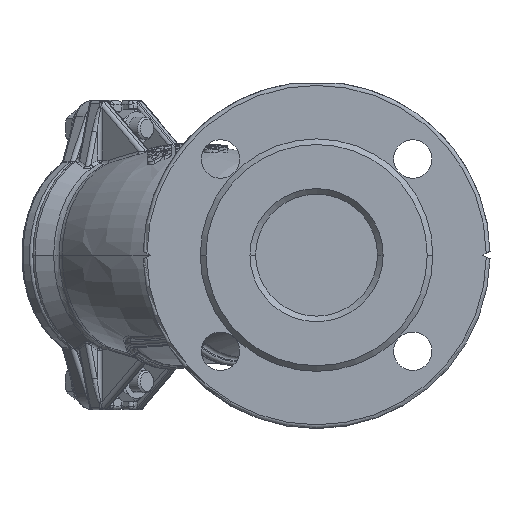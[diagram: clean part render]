
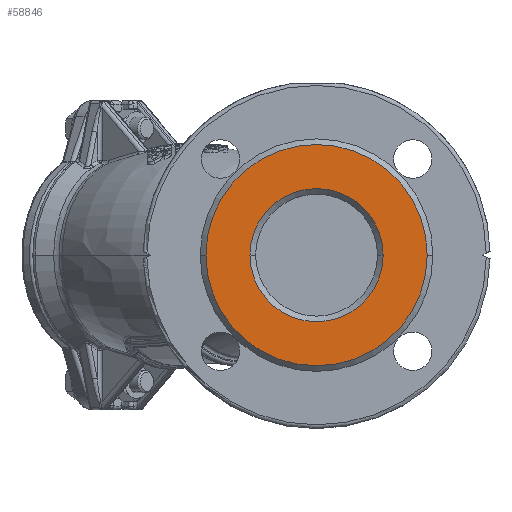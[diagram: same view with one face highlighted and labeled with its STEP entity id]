
A CAD part, left-side view. The second image highlights one B-rep face of the part: STEP entity #58846.
In plain terms, the highlighted planar face has unit normal (-1, 0, 0).
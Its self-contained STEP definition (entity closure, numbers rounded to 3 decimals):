
#13200 = EDGE_CURVE ( 'NONE', #19061, #45826, #74189, .T. ) ;
#13217 = EDGE_CURVE ( 'NONE', #24373, #24375, #74217, .T. ) ;
#15613 = EDGE_CURVE ( 'NONE', #24375, #24373, #42117, .T. ) ;
#15617 = EDGE_CURVE ( 'NONE', #45826, #19061, #42125, .T. ) ;
#19061 = VERTEX_POINT ( 'NONE', #23083 ) ;
#19267 = AXIS2_PLACEMENT_3D ( 'NONE', #74571, #74572, #74573 ) ;
#19296 = AXIS2_PLACEMENT_3D ( 'NONE', #74613, #74614, #74615 ) ;
#22365 = EDGE_LOOP ( 'NONE', ( #32919, #32913 ) ) ;
#22422 = EDGE_LOOP ( 'NONE', ( #32922, #32924 ) ) ;
#23083 = CARTESIAN_POINT ( 'NONE',  ( -120.5, 59., 0. ) ) ;
#23321 = CARTESIAN_POINT ( 'NONE',  ( -120.5, -35.5, 0. ) ) ;
#23322 = CARTESIAN_POINT ( 'NONE',  ( -120.5, 35.5, 0. ) ) ;
#23513 = CARTESIAN_POINT ( 'NONE',  ( -120.5, -59., 0. ) ) ;
#24373 = VERTEX_POINT ( 'NONE', #23321 ) ;
#24375 = VERTEX_POINT ( 'NONE', #23322 ) ;
#28823 = FACE_BOUND ( 'NONE', #22365, .T. ) ;
#28828 = FACE_OUTER_BOUND ( 'NONE', #22422, .T. ) ;
#32913 = ORIENTED_EDGE ( 'NONE', *, *, #15613, .T. ) ;
#32919 = ORIENTED_EDGE ( 'NONE', *, *, #13217, .T. ) ;
#32922 = ORIENTED_EDGE ( 'NONE', *, *, #13200, .F. ) ;
#32924 = ORIENTED_EDGE ( 'NONE', *, *, #15617, .F. ) ;
#38788 = PLANE ( 'NONE',  #58953 ) ;
#38790 = CARTESIAN_POINT ( 'NONE',  ( -120.5, 0., 0. ) ) ;
#38795 = DIRECTION ( 'NONE',  ( -1., 0., 0. ) ) ;
#38796 = DIRECTION ( 'NONE',  ( 0., -1., 0. ) ) ;
#39796 = CARTESIAN_POINT ( 'NONE',  ( -120.5, 0., 0. ) ) ;
#39798 = DIRECTION ( 'NONE',  ( 1., 0., 0. ) ) ;
#39800 = DIRECTION ( 'NONE',  ( 0., -1., 0. ) ) ;
#39828 = CARTESIAN_POINT ( 'NONE',  ( -120.5, 0., 0. ) ) ;
#39830 = DIRECTION ( 'NONE',  ( 1., 0., 0. ) ) ;
#39832 = DIRECTION ( 'NONE',  ( 0., 1., 0. ) ) ;
#42117 = CIRCLE ( 'NONE', #58147, 35.5 ) ;
#42125 = CIRCLE ( 'NONE', #58151, 59. ) ;
#45826 = VERTEX_POINT ( 'NONE', #23513 ) ;
#58147 = AXIS2_PLACEMENT_3D ( 'NONE', #39796, #39798, #39800 ) ;
#58151 = AXIS2_PLACEMENT_3D ( 'NONE', #39828, #39830, #39832 ) ;
#58846 = ADVANCED_FACE ( 'NONE', ( #28823, #28828 ), #38788, .T. ) ;
#58953 = AXIS2_PLACEMENT_3D ( 'NONE', #38790, #38795, #38796 ) ;
#74189 = CIRCLE ( 'NONE', #19267, 59. ) ;
#74217 = CIRCLE ( 'NONE', #19296, 35.5 ) ;
#74571 = CARTESIAN_POINT ( 'NONE',  ( -120.5, 0., 0. ) ) ;
#74572 = DIRECTION ( 'NONE',  ( 1., 0., 0. ) ) ;
#74573 = DIRECTION ( 'NONE',  ( 0., 1., 0. ) ) ;
#74613 = CARTESIAN_POINT ( 'NONE',  ( -120.5, 0., 0. ) ) ;
#74614 = DIRECTION ( 'NONE',  ( 1., 0., 0. ) ) ;
#74615 = DIRECTION ( 'NONE',  ( 0., -1., 0. ) ) ;
